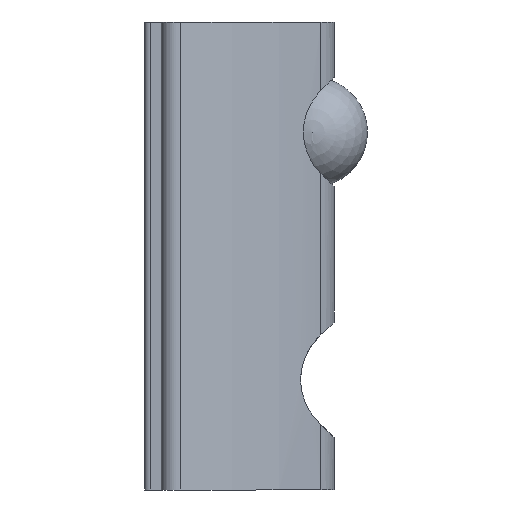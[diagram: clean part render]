
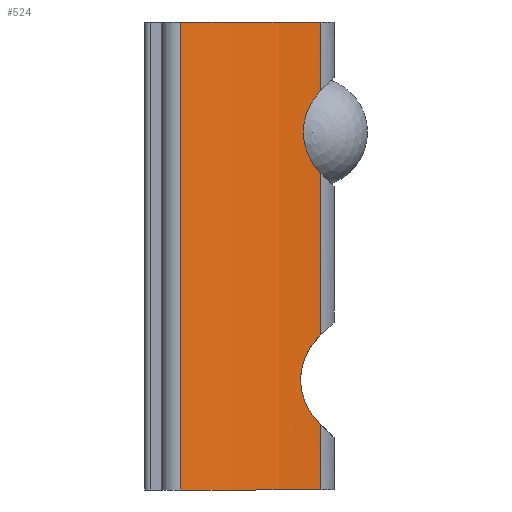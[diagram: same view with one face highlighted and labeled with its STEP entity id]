
A CAD part, left-side view. The second image highlights one B-rep face of the part: STEP entity #524.
In plain terms, the highlighted cylindrical face has radius 16 mm (diameter 32 mm), a partial arc.
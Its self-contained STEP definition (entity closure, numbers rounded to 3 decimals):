
#2 = CARTESIAN_POINT ( 'NONE',  ( -1.412, -5.722, 3.078 ) ) ;
#19 = VERTEX_POINT ( 'NONE', #989 ) ;
#22 = CARTESIAN_POINT ( 'NONE',  ( -1.982, -5.191, 4.193 ) ) ;
#23 = ORIENTED_EDGE ( 'NONE', *, *, #951, .T. ) ;
#33 = CARTESIAN_POINT ( 'NONE',  ( 9.203, 6.25, -8.5 ) ) ;
#47 = AXIS2_PLACEMENT_3D ( 'NONE', #33, #772, #444 ) ;
#54 = CARTESIAN_POINT ( 'NONE',  ( -1.941, -5.232, -5.317 ) ) ;
#57 = VERTEX_POINT ( 'NONE', #346 ) ;
#66 = CARTESIAN_POINT ( 'NONE',  ( -1.425, -5.711, -2.951 ) ) ;
#75 = CARTESIAN_POINT ( 'NONE',  ( -1.999, -5.174, -3.837 ) ) ;
#81 = CARTESIAN_POINT ( 'NONE',  ( -1.315, -5.807, -2.862 ) ) ;
#86 = VERTEX_POINT ( 'NONE', #842 ) ;
#89 = VECTOR ( 'NONE', #545, 1000. ) ;
#96 = LINE ( 'NONE', #567, #459 ) ;
#105 = EDGE_CURVE ( 'NONE', #911, #57, #629, .T. ) ;
#113 = AXIS2_PLACEMENT_3D ( 'NONE', #322, #617, #1088 ) ;
#114 = ORIENTED_EDGE ( 'NONE', *, *, #105, .T. ) ;
#118 = CARTESIAN_POINT ( 'NONE',  ( 9.203, 6.25, -8.5 ) ) ;
#159 = CARTESIAN_POINT ( 'NONE',  ( -1.527, -5.619, -5.949 ) ) ;
#172 = LINE ( 'NONE', #715, #89 ) ;
#194 = EDGE_CURVE ( 'NONE', #722, #280, #96, .T. ) ;
#197 = VERTEX_POINT ( 'NONE', #825 ) ;
#201 = CARTESIAN_POINT ( 'NONE',  ( -1.982, -5.191, 4.806 ) ) ;
#210 = ORIENTED_EDGE ( 'NONE', *, *, #357, .T. ) ;
#233 = DIRECTION ( 'NONE',  ( 0., 0., 1. ) ) ;
#239 = CARTESIAN_POINT ( 'NONE',  ( -1.315, -5.807, -8.5 ) ) ;
#256 = EDGE_LOOP ( 'NONE', ( #1093, #1193, #348, #114, #1007, #700, #210, #23 ) ) ;
#276 = CARTESIAN_POINT ( 'NONE',  ( -1.799, -5.368, -5.595 ) ) ;
#279 = EDGE_CURVE ( 'NONE', #57, #19, #318, .T. ) ;
#280 = VERTEX_POINT ( 'NONE', #327 ) ;
#283 = DIRECTION ( 'NONE',  ( 0., 0., 1. ) ) ;
#289 = CARTESIAN_POINT ( 'NONE',  ( -1.863, -5.306, 3.76 ) ) ;
#306 = EDGE_CURVE ( 'NONE', #19, #786, #1189, .T. ) ;
#318 = LINE ( 'NONE', #1149, #481 ) ;
#322 = CARTESIAN_POINT ( 'NONE',  ( 9.203, 6.25, 8.5 ) ) ;
#327 = CARTESIAN_POINT ( 'NONE',  ( -1.315, -5.807, -6.138 ) ) ;
#345 = CARTESIAN_POINT ( 'NONE',  ( -1.716, -5.446, -3.28 ) ) ;
#346 = CARTESIAN_POINT ( 'NONE',  ( -1.315, -5.807, 6.007 ) ) ;
#348 = ORIENTED_EDGE ( 'NONE', *, *, #983, .T. ) ;
#357 = EDGE_CURVE ( 'NONE', #786, #86, #172, .T. ) ;
#368 = VECTOR ( 'NONE', #799, 1000. ) ;
#396 = CARTESIAN_POINT ( 'NONE',  ( -2., -5.173, 4.343 ) ) ;
#428 = CARTESIAN_POINT ( 'NONE',  ( -1.799, -5.367, -3.405 ) ) ;
#444 = DIRECTION ( 'NONE',  ( 0., -1., 0. ) ) ;
#459 = VECTOR ( 'NONE', #837, 1000. ) ;
#468 = CARTESIAN_POINT ( 'NONE',  ( -1.502, -5.642, 5.827 ) ) ;
#474 = CARTESIAN_POINT ( 'NONE',  ( -1.412, -5.722, 5.922 ) ) ;
#481 = VECTOR ( 'NONE', #233, 1000. ) ;
#524 = ADVANCED_FACE ( 'NONE', ( #1109 ), #907, .T. ) ;
#528 = CARTESIAN_POINT ( 'NONE',  ( -1.315, -5.807, -8.5 ) ) ;
#545 = DIRECTION ( 'NONE',  ( 0., 0., -1. ) ) ;
#566 = DIRECTION ( 'NONE',  ( 0., -1., 0. ) ) ;
#567 = CARTESIAN_POINT ( 'NONE',  ( -1.315, -5.807, -8.5 ) ) ;
#581 = CARTESIAN_POINT ( 'NONE',  ( -1.864, -5.306, 5.24 ) ) ;
#617 = DIRECTION ( 'NONE',  ( 0., 0., -1. ) ) ;
#624 = CARTESIAN_POINT ( 'NONE',  ( -2.079, -5.096, -4.842 ) ) ;
#626 = LINE ( 'NONE', #239, #368 ) ;
#629 = B_SPLINE_CURVE_WITH_KNOTS ( 'NONE', 3,
 ( #1024, #2, #1130, #1125, #760, #289, #846, #22, #396, #646, #201, #1030, #581, #1119, #757, #468, #474, #926 ),
 .UNSPECIFIED., .F., .F.,
 ( 4, 2, 2, 2, 2, 2, 2, 2, 4 ),
 ( 0., 0., 0.001, 0.001, 0.002, 0.002, 0.003, 0.003, 0.004 ),
 .UNSPECIFIED. ) ;
#646 = CARTESIAN_POINT ( 'NONE',  ( -2., -5.173, 4.652 ) ) ;
#700 = ORIENTED_EDGE ( 'NONE', *, *, #306, .T. ) ;
#715 = CARTESIAN_POINT ( 'NONE',  ( -5.2, -0.718, -8.5 ) ) ;
#722 = VERTEX_POINT ( 'NONE', #528 ) ;
#730 = CARTESIAN_POINT ( 'NONE',  ( -5.2, -0.718, 8.5 ) ) ;
#757 = CARTESIAN_POINT ( 'NONE',  ( -1.666, -5.492, 5.615 ) ) ;
#760 = CARTESIAN_POINT ( 'NONE',  ( -1.74, -5.423, 3.504 ) ) ;
#772 = DIRECTION ( 'NONE',  ( 0., 0., 1. ) ) ;
#786 = VERTEX_POINT ( 'NONE', #730 ) ;
#789 = CARTESIAN_POINT ( 'NONE',  ( -1.529, -5.617, -3.053 ) ) ;
#796 = CARTESIAN_POINT ( 'NONE',  ( -1.714, -5.448, -5.723 ) ) ;
#799 = DIRECTION ( 'NONE',  ( 0., 0., 1. ) ) ;
#804 = CARTESIAN_POINT ( 'NONE',  ( -1.942, -5.231, -3.685 ) ) ;
#825 = CARTESIAN_POINT ( 'NONE',  ( -1.315, -5.807, -2.862 ) ) ;
#837 = DIRECTION ( 'NONE',  ( 0., 0., 1. ) ) ;
#842 = CARTESIAN_POINT ( 'NONE',  ( -5.2, -0.718, -8.5 ) ) ;
#846 = CARTESIAN_POINT ( 'NONE',  ( -1.913, -5.258, 3.898 ) ) ;
#862 = CARTESIAN_POINT ( 'NONE',  ( -1.315, -5.807, 2.993 ) ) ;
#877 = CARTESIAN_POINT ( 'NONE',  ( -1.425, -5.711, -6.049 ) ) ;
#903 = CARTESIAN_POINT ( 'NONE',  ( -2.1, -5.074, -4.33 ) ) ;
#907 = CYLINDRICAL_SURFACE ( 'NONE', #934, 16. ) ;
#911 = VERTEX_POINT ( 'NONE', #862 ) ;
#926 = CARTESIAN_POINT ( 'NONE',  ( -1.315, -5.807, 6.007 ) ) ;
#934 = AXIS2_PLACEMENT_3D ( 'NONE', #118, #283, #566 ) ;
#951 = EDGE_CURVE ( 'NONE', #86, #722, #1092, .T. ) ;
#982 = CARTESIAN_POINT ( 'NONE',  ( -2.1, -5.074, -4.672 ) ) ;
#983 = EDGE_CURVE ( 'NONE', #197, #911, #626, .T. ) ;
#989 = CARTESIAN_POINT ( 'NONE',  ( -1.315, -5.807, 8.5 ) ) ;
#996 = CARTESIAN_POINT ( 'NONE',  ( -2.079, -5.095, -4.161 ) ) ;
#1007 = ORIENTED_EDGE ( 'NONE', *, *, #279, .T. ) ;
#1024 = CARTESIAN_POINT ( 'NONE',  ( -1.315, -5.807, 2.993 ) ) ;
#1030 = CARTESIAN_POINT ( 'NONE',  ( -1.914, -5.257, 5.1 ) ) ;
#1038 = B_SPLINE_CURVE_WITH_KNOTS ( 'NONE', 3,
 ( #1083, #877, #159, #796, #276, #54, #1068, #624, #982, #903, #996, #75, #804, #428, #345, #789, #66, #81 ),
 .UNSPECIFIED., .F., .F.,
 ( 4, 2, 2, 2, 2, 2, 2, 2, 4 ),
 ( 0., 0.001, 0.001, 0.002, 0.002, 0.003, 0.003, 0.004, 0.004 ),
 .UNSPECIFIED. ) ;
#1068 = CARTESIAN_POINT ( 'NONE',  ( -1.999, -5.175, -5.165 ) ) ;
#1083 = CARTESIAN_POINT ( 'NONE',  ( -1.315, -5.807, -6.138 ) ) ;
#1088 = DIRECTION ( 'NONE',  ( 0., -1., 0. ) ) ;
#1092 = CIRCLE ( 'NONE', #47, 16. ) ;
#1093 = ORIENTED_EDGE ( 'NONE', *, *, #194, .T. ) ;
#1109 = FACE_OUTER_BOUND ( 'NONE', #256, .T. ) ;
#1119 = CARTESIAN_POINT ( 'NONE',  ( -1.74, -5.423, 5.497 ) ) ;
#1125 = CARTESIAN_POINT ( 'NONE',  ( -1.666, -5.492, 3.385 ) ) ;
#1130 = CARTESIAN_POINT ( 'NONE',  ( -1.502, -5.642, 3.173 ) ) ;
#1149 = CARTESIAN_POINT ( 'NONE',  ( -1.315, -5.807, -8.5 ) ) ;
#1189 = CIRCLE ( 'NONE', #113, 16. ) ;
#1193 = ORIENTED_EDGE ( 'NONE', *, *, #1198, .T. ) ;
#1198 = EDGE_CURVE ( 'NONE', #280, #197, #1038, .T. ) ;
